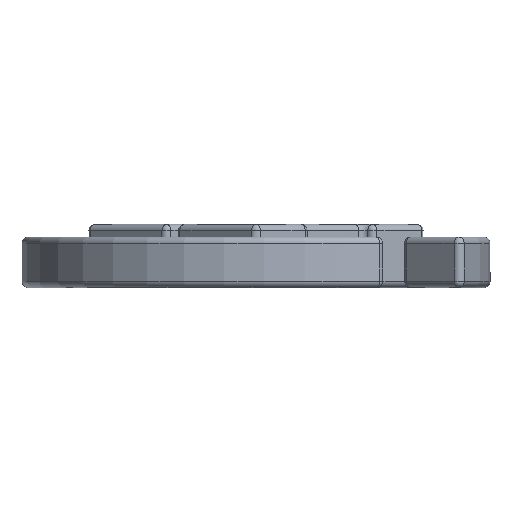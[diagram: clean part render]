
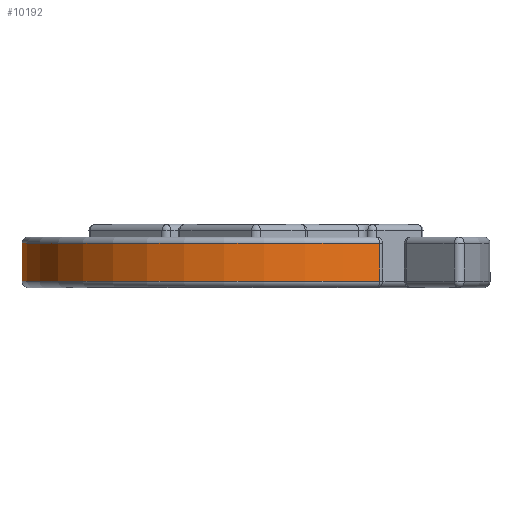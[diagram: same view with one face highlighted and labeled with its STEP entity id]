
A CAD part, left-side view. The second image highlights one B-rep face of the part: STEP entity #10192.
In plain terms, the highlighted cylindrical face has radius 92.5 mm (diameter 185 mm), a partial arc.
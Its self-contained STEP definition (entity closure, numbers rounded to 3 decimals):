
#2781=CARTESIAN_POINT('Vertex',(-78.568,-48.819,17.5)) ;
#2788=CARTESIAN_POINT('Vertex',(42.294,82.265,17.5)) ;
#2791=CARTESIAN_POINT('Axis2P3D Location',(0.,0.,17.5)) ;
#9473=CARTESIAN_POINT('Vertex',(-78.568,-48.819,2.5)) ;
#9476=CARTESIAN_POINT('Axis2P3D Location',(0.,0.,2.5)) ;
#9480=CARTESIAN_POINT('Vertex',(42.294,82.265,2.5)) ;
#10171=CARTESIAN_POINT('Axis2P3D Location',(0.,0.,10.)) ;
#10176=CARTESIAN_POINT('Line Origine',(42.294,82.265,10.)) ;
#10181=CARTESIAN_POINT('Line Origine',(-78.568,-48.819,10.)) ;
#2792=DIRECTION('Axis2P3D Direction',(-0.,0.,1.)) ;
#9477=DIRECTION('Axis2P3D Direction',(-0.,0.,1.)) ;
#10172=DIRECTION('Axis2P3D Direction',(0.,0.,1.)) ;
#10173=DIRECTION('Axis2P3D XDirection',(0.49,0.872,0.)) ;
#10177=DIRECTION('Vector Direction',(0.,0.,1.)) ;
#10182=DIRECTION('Vector Direction',(0.,0.,1.)) ;
#2793=AXIS2_PLACEMENT_3D('Circle Axis2P3D',#2791,#2792,$) ;
#9478=AXIS2_PLACEMENT_3D('Circle Axis2P3D',#9476,#9477,$) ;
#10174=AXIS2_PLACEMENT_3D('Cylinder Axis2P3D',#10171,#10172,#10173) ;
#10187=ORIENTED_EDGE('',*,*,#10180,.F.) ;
#10188=ORIENTED_EDGE('',*,*,#9482,.F.) ;
#10189=ORIENTED_EDGE('',*,*,#10185,.T.) ;
#10190=ORIENTED_EDGE('',*,*,#2795,.T.) ;
#10178=VECTOR('Line Direction',#10177,1.) ;
#10183=VECTOR('Line Direction',#10182,1.) ;
#10192=ADVANCED_FACE('PartBody',(#10191),#10175,.T.) ;
#2794=CIRCLE('generated circle',#2793,92.5) ;
#9479=CIRCLE('generated circle',#9478,92.5) ;
#10175=CYLINDRICAL_SURFACE('generated cylinder',#10174,92.5) ;
#2795=EDGE_CURVE('',#2782,#2789,#2794,.F.) ;
#9482=EDGE_CURVE('',#9474,#9481,#9479,.F.) ;
#10180=EDGE_CURVE('',#9481,#2789,#10179,.T.) ;
#10185=EDGE_CURVE('',#9474,#2782,#10184,.T.) ;
#10186=EDGE_LOOP('',(#10187,#10188,#10189,#10190)) ;
#10191=FACE_OUTER_BOUND('',#10186,.T.) ;
#10179=LINE('Line',#10176,#10178) ;
#10184=LINE('Line',#10181,#10183) ;
#2782=VERTEX_POINT('',#2781) ;
#2789=VERTEX_POINT('',#2788) ;
#9474=VERTEX_POINT('',#9473) ;
#9481=VERTEX_POINT('',#9480) ;
